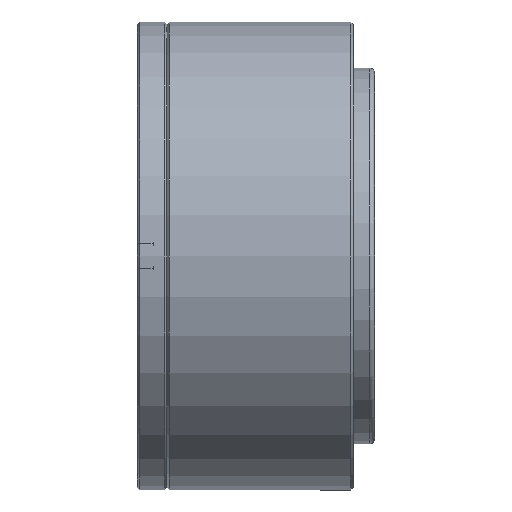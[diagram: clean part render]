
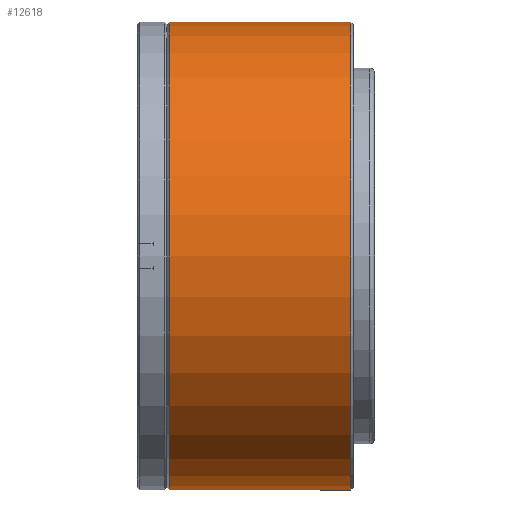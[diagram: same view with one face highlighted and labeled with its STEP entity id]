
A CAD part, front view. The second image highlights one B-rep face of the part: STEP entity #12618.
In plain terms, the highlighted cylindrical face has radius 78.994 mm (diameter 157.988 mm), a partial arc.
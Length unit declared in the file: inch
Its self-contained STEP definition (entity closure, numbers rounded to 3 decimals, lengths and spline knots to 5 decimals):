
#57 = VECTOR ( 'NONE', #13290, 39.37008 ) ;
#762 = LINE ( 'NONE', #10981, #3332 ) ;
#1430 = CARTESIAN_POINT ( 'NONE',  ( 0.422, 0., 3.11 ) ) ;
#1876 = AXIS2_PLACEMENT_3D ( 'NONE', #13094, #4252, #10903 ) ;
#1957 = ORIENTED_EDGE ( 'NONE', *, *, #8098, .F. ) ;
#3017 = DIRECTION ( 'NONE',  ( 1., 0., 0. ) ) ;
#3332 = VECTOR ( 'NONE', #5520, 39.37008 ) ;
#4252 = DIRECTION ( 'NONE',  ( 1., 0., 0. ) ) ;
#4292 = AXIS2_PLACEMENT_3D ( 'NONE', #10954, #4385, #12091 ) ;
#4385 = DIRECTION ( 'NONE',  ( 1., 0., 0. ) ) ;
#4537 = CARTESIAN_POINT ( 'NONE',  ( 2.867, 0., -3.11 ) ) ;
#4929 = ORIENTED_EDGE ( 'NONE', *, *, #13548, .F. ) ;
#5520 = DIRECTION ( 'NONE',  ( 1., 0., 0. ) ) ;
#5682 = AXIS2_PLACEMENT_3D ( 'NONE', #9654, #3017, #10720 ) ;
#5789 = FACE_OUTER_BOUND ( 'NONE', #8342, .T. ) ;
#6508 = VERTEX_POINT ( 'NONE', #1430 ) ;
#6512 = VERTEX_POINT ( 'NONE', #9173 ) ;
#6674 = ORIENTED_EDGE ( 'NONE', *, *, #13259, .T. ) ;
#6962 = CARTESIAN_POINT ( 'NONE',  ( 2.837, 0., -3.11 ) ) ;
#6979 = VERTEX_POINT ( 'NONE', #7881 ) ;
#7881 = CARTESIAN_POINT ( 'NONE',  ( 0.422, 0., -3.11 ) ) ;
#8098 = EDGE_CURVE ( 'NONE', #6508, #6512, #762, .T. ) ;
#8336 = CIRCLE ( 'NONE', #5682, 3.11 ) ;
#8342 = EDGE_LOOP ( 'NONE', ( #1957, #6674, #12715, #4929 ) ) ;
#8562 = LINE ( 'NONE', #4537, #57 ) ;
#9173 = CARTESIAN_POINT ( 'NONE',  ( 2.837, 0., 3.11 ) ) ;
#9654 = CARTESIAN_POINT ( 'NONE',  ( 2.837, 0., 0. ) ) ;
#10720 = DIRECTION ( 'NONE',  ( 0., 0., -1. ) ) ;
#10903 = DIRECTION ( 'NONE',  ( 0., 0., -1. ) ) ;
#10954 = CARTESIAN_POINT ( 'NONE',  ( 0.422, 0., 0. ) ) ;
#10981 = CARTESIAN_POINT ( 'NONE',  ( 2.867, 0., 3.11 ) ) ;
#12091 = DIRECTION ( 'NONE',  ( 0., 0., -1. ) ) ;
#12618 = ADVANCED_FACE ( 'NONE', ( #5789 ), #12860, .T. ) ;
#12653 = CIRCLE ( 'NONE', #4292, 3.11 ) ;
#12709 = EDGE_CURVE ( 'NONE', #6979, #13924, #8562, .T. ) ;
#12715 = ORIENTED_EDGE ( 'NONE', *, *, #12709, .T. ) ;
#12860 = CYLINDRICAL_SURFACE ( 'NONE', #1876, 3.11 ) ;
#13094 = CARTESIAN_POINT ( 'NONE',  ( 2.867, 0., 0. ) ) ;
#13259 = EDGE_CURVE ( 'NONE', #6508, #6979, #12653, .T. ) ;
#13290 = DIRECTION ( 'NONE',  ( 1., 0., 0. ) ) ;
#13548 = EDGE_CURVE ( 'NONE', #6512, #13924, #8336, .T. ) ;
#13924 = VERTEX_POINT ( 'NONE', #6962 ) ;
